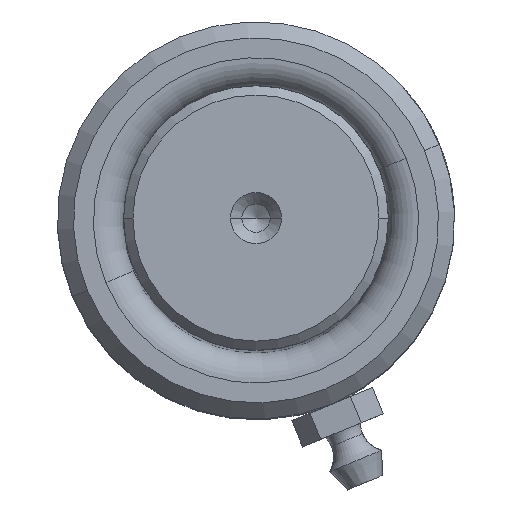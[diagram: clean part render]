
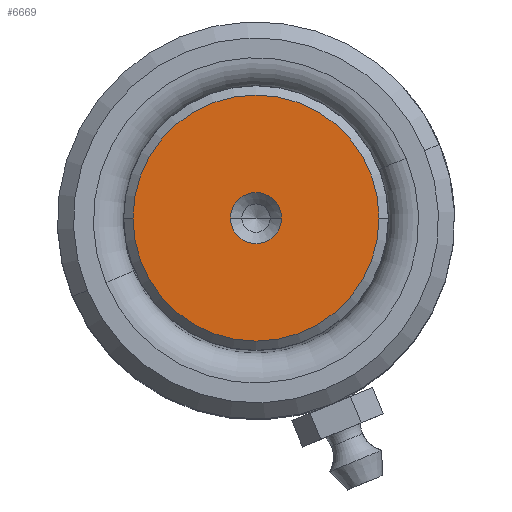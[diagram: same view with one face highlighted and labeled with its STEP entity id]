
A CAD part, top view. The second image highlights one B-rep face of the part: STEP entity #6669.
In plain terms, the highlighted planar face has unit normal (0, 0, 1).
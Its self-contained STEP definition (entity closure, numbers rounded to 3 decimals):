
#4 = VERTEX_POINT ( 'NONE', #4136 ) ;
#21 = VERTEX_POINT ( 'NONE', #6378 ) ;
#333 = DIRECTION ( 'NONE',  ( 0., 0., 1. ) ) ;
#543 = CIRCLE ( 'NONE', #6549, 2.7 ) ;
#555 = EDGE_CURVE ( 'NONE', #21, #4, #5475, .T. ) ;
#649 = EDGE_CURVE ( 'NONE', #2574, #1326, #3873, .T. ) ;
#759 = CARTESIAN_POINT ( 'NONE',  ( 0., 0., 200. ) ) ;
#814 = DIRECTION ( 'NONE',  ( 1., 0., 0. ) ) ;
#937 = CARTESIAN_POINT ( 'NONE',  ( 0., 0., 200. ) ) ;
#1326 = VERTEX_POINT ( 'NONE', #5411 ) ;
#1376 = ORIENTED_EDGE ( 'NONE', *, *, #649, .T. ) ;
#1405 = DIRECTION ( 'NONE',  ( 0., 0., 1. ) ) ;
#1497 = PLANE ( 'NONE',  #3736 ) ;
#1521 = AXIS2_PLACEMENT_3D ( 'NONE', #7323, #333, #5004 ) ;
#1524 = DIRECTION ( 'NONE',  ( 1., 0., 0. ) ) ;
#1773 = EDGE_LOOP ( 'NONE', ( #5281, #1376 ) ) ;
#1953 = AXIS2_PLACEMENT_3D ( 'NONE', #759, #1405, #814 ) ;
#2005 = DIRECTION ( 'NONE',  ( 0., 0., 1. ) ) ;
#2192 = FACE_OUTER_BOUND ( 'NONE', #1773, .T. ) ;
#2574 = VERTEX_POINT ( 'NONE', #5862 ) ;
#3238 = DIRECTION ( 'NONE',  ( 1., 0., 0. ) ) ;
#3600 = EDGE_CURVE ( 'NONE', #4, #21, #543, .T. ) ;
#3727 = DIRECTION ( 'NONE',  ( 1., 0., 0. ) ) ;
#3736 = AXIS2_PLACEMENT_3D ( 'NONE', #4343, #6118, #3238 ) ;
#3873 = CIRCLE ( 'NONE', #5956, 13.012 ) ;
#3895 = ORIENTED_EDGE ( 'NONE', *, *, #3600, .F. ) ;
#4136 = CARTESIAN_POINT ( 'NONE',  ( 2.7, 0., 200. ) ) ;
#4343 = CARTESIAN_POINT ( 'NONE',  ( 0., 0., 200. ) ) ;
#4425 = EDGE_LOOP ( 'NONE', ( #3895, #5247 ) ) ;
#4709 = FACE_BOUND ( 'NONE', #4425, .T. ) ;
#4824 = CARTESIAN_POINT ( 'NONE',  ( 0., 0., 200. ) ) ;
#4992 = DIRECTION ( 'NONE',  ( 0., 0., 1. ) ) ;
#5004 = DIRECTION ( 'NONE',  ( 1., 0., 0. ) ) ;
#5247 = ORIENTED_EDGE ( 'NONE', *, *, #555, .F. ) ;
#5281 = ORIENTED_EDGE ( 'NONE', *, *, #5762, .T. ) ;
#5411 = CARTESIAN_POINT ( 'NONE',  ( -13.012, 0., 200. ) ) ;
#5475 = CIRCLE ( 'NONE', #1953, 2.7 ) ;
#5762 = EDGE_CURVE ( 'NONE', #1326, #2574, #6783, .T. ) ;
#5862 = CARTESIAN_POINT ( 'NONE',  ( 13.012, 0., 200. ) ) ;
#5956 = AXIS2_PLACEMENT_3D ( 'NONE', #4824, #2005, #3727 ) ;
#6118 = DIRECTION ( 'NONE',  ( 0., 0., 1. ) ) ;
#6378 = CARTESIAN_POINT ( 'NONE',  ( -2.7, 0., 200. ) ) ;
#6549 = AXIS2_PLACEMENT_3D ( 'NONE', #937, #4992, #1524 ) ;
#6669 = ADVANCED_FACE ( 'NONE', ( #4709, #2192 ), #1497, .T. ) ;
#6783 = CIRCLE ( 'NONE', #1521, 13.012 ) ;
#7323 = CARTESIAN_POINT ( 'NONE',  ( 0., 0., 200. ) ) ;
